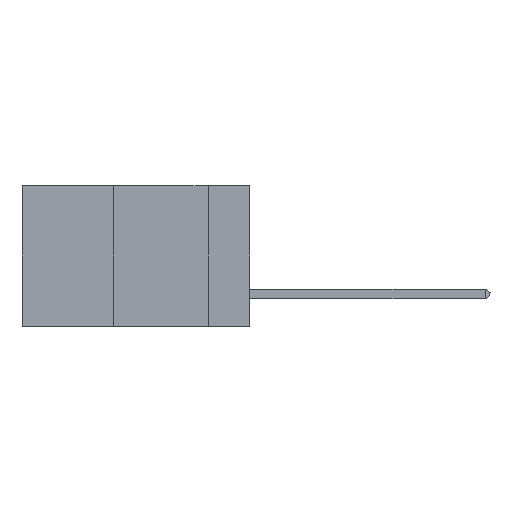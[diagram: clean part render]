
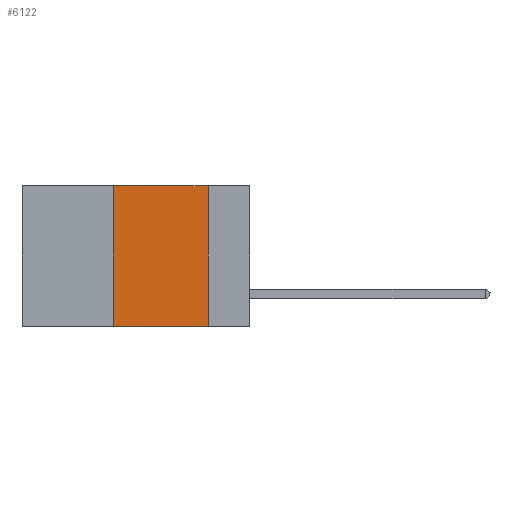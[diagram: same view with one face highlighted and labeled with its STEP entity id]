
A CAD part, left-side view. The second image highlights one B-rep face of the part: STEP entity #6122.
In plain terms, the highlighted planar face has unit normal (-1, 0, 0).
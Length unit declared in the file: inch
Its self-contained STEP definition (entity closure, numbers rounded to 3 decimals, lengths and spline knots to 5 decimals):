
#121 = LINE ( 'NONE', #11384, #11597 ) ;
#1624 = CARTESIAN_POINT ( 'NONE',  ( 0., 0.11, 0. ) ) ;
#1764 = PLANE ( 'NONE',  #6179 ) ;
#1937 = CARTESIAN_POINT ( 'NONE',  ( 0., 0.6, -0.37 ) ) ;
#2003 = EDGE_CURVE ( 'NONE', #10220, #9537, #3181, .T. ) ;
#2177 = VECTOR ( 'NONE', #11133, 39.37008 ) ;
#3109 = DIRECTION ( 'NONE',  ( 0., 0., 1. ) ) ;
#3181 = LINE ( 'NONE', #6402, #11040 ) ;
#3521 = CARTESIAN_POINT ( 'NONE',  ( 0., 0.36, 0. ) ) ;
#3644 = LINE ( 'NONE', #9561, #2177 ) ;
#5910 = DIRECTION ( 'NONE',  ( 0., 0., -1. ) ) ;
#6122 = ADVANCED_FACE ( 'NONE', ( #9658 ), #1764, .F. ) ;
#6179 = AXIS2_PLACEMENT_3D ( 'NONE', #11152, #8377, #5910 ) ;
#6402 = CARTESIAN_POINT ( 'NONE',  ( 0., 0.11, 0. ) ) ;
#7605 = VERTEX_POINT ( 'NONE', #14623 ) ;
#7764 = EDGE_CURVE ( 'NONE', #7605, #9537, #9152, .T. ) ;
#7922 = VERTEX_POINT ( 'NONE', #3521 ) ;
#8377 = DIRECTION ( 'NONE',  ( 1., 0., 0. ) ) ;
#9152 = LINE ( 'NONE', #1937, #15480 ) ;
#9450 = ORIENTED_EDGE ( 'NONE', *, *, #7764, .T. ) ;
#9537 = VERTEX_POINT ( 'NONE', #13204 ) ;
#9561 = CARTESIAN_POINT ( 'NONE',  ( 0., 0.6, 0. ) ) ;
#9658 = FACE_OUTER_BOUND ( 'NONE', #17222, .T. ) ;
#9914 = DIRECTION ( 'NONE',  ( 0., -1., 0. ) ) ;
#10156 = EDGE_CURVE ( 'NONE', #7605, #7922, #121, .T. ) ;
#10220 = VERTEX_POINT ( 'NONE', #1624 ) ;
#11040 = VECTOR ( 'NONE', #15861, 39.37008 ) ;
#11133 = DIRECTION ( 'NONE',  ( 0., -1., 0. ) ) ;
#11152 = CARTESIAN_POINT ( 'NONE',  ( 0., 0.6, 0. ) ) ;
#11384 = CARTESIAN_POINT ( 'NONE',  ( 0., 0.36, 0. ) ) ;
#11597 = VECTOR ( 'NONE', #3109, 39.37008 ) ;
#11699 = ORIENTED_EDGE ( 'NONE', *, *, #2003, .F. ) ;
#13204 = CARTESIAN_POINT ( 'NONE',  ( 0., 0.11, -0.37 ) ) ;
#14623 = CARTESIAN_POINT ( 'NONE',  ( 0., 0.36, -0.37 ) ) ;
#15480 = VECTOR ( 'NONE', #9914, 39.37008 ) ;
#15706 = ORIENTED_EDGE ( 'NONE', *, *, #17067, .F. ) ;
#15861 = DIRECTION ( 'NONE',  ( 0., 0., -1. ) ) ;
#16456 = ORIENTED_EDGE ( 'NONE', *, *, #10156, .F. ) ;
#17067 = EDGE_CURVE ( 'NONE', #7922, #10220, #3644, .T. ) ;
#17222 = EDGE_LOOP ( 'NONE', ( #11699, #15706, #16456, #9450 ) ) ;
